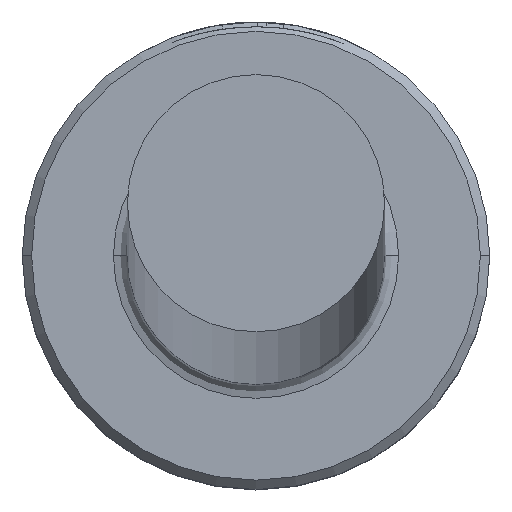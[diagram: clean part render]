
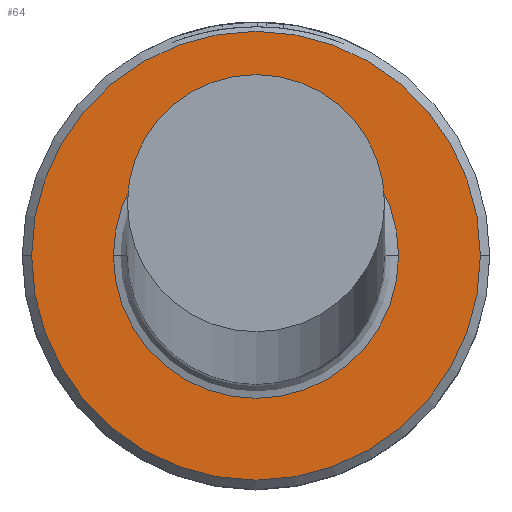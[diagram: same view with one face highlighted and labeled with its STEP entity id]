
A CAD part, top view. The second image highlights one B-rep face of the part: STEP entity #64.
In plain terms, the highlighted planar face has unit normal (0, 0, 1).
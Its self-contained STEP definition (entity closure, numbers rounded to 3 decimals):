
#35 = VERTEX_POINT ( 'NONE', #46 ) ;
#46 = CARTESIAN_POINT ( 'NONE',  ( -3.05, 0., 6. ) ) ;
#64 = ADVANCED_FACE ( 'NONE', ( #243, #240 ), #381, .T. ) ;
#95 = EDGE_CURVE ( 'NONE', #1064, #643, #255, .T. ) ;
#98 = EDGE_CURVE ( 'NONE', #643, #1064, #213, .T. ) ;
#109 = CARTESIAN_POINT ( 'NONE',  ( 0., 0., 6. ) ) ;
#113 = ORIENTED_EDGE ( 'NONE', *, *, #98, .T. ) ;
#127 = EDGE_LOOP ( 'NONE', ( #1097, #113 ) ) ;
#141 = CARTESIAN_POINT ( 'NONE',  ( -4.8, 0., 6. ) ) ;
#202 = CARTESIAN_POINT ( 'NONE',  ( 4.8, 0., 6. ) ) ;
#208 = DIRECTION ( 'NONE',  ( -1., 0., 0. ) ) ;
#211 = AXIS2_PLACEMENT_3D ( 'NONE', #495, #375, #366 ) ;
#213 = CIRCLE ( 'NONE', #476, 4.8 ) ;
#226 = DIRECTION ( 'NONE',  ( 0., 0., -1. ) ) ;
#240 = FACE_BOUND ( 'NONE', #382, .T. ) ;
#243 = FACE_OUTER_BOUND ( 'NONE', #127, .T. ) ;
#255 = CIRCLE ( 'NONE', #412, 4.8 ) ;
#366 = DIRECTION ( 'NONE',  ( 1., 0., 0. ) ) ;
#375 = DIRECTION ( 'NONE',  ( 0., 0., 1. ) ) ;
#381 = PLANE ( 'NONE',  #211 ) ;
#382 = EDGE_LOOP ( 'NONE', ( #1001, #1024 ) ) ;
#412 = AXIS2_PLACEMENT_3D ( 'NONE', #701, #692, #615 ) ;
#437 = DIRECTION ( 'NONE',  ( 1., 0., 0. ) ) ;
#440 = DIRECTION ( 'NONE',  ( 0., 0., 1. ) ) ;
#476 = AXIS2_PLACEMENT_3D ( 'NONE', #527, #440, #437 ) ;
#495 = CARTESIAN_POINT ( 'NONE',  ( 0., 0., 6. ) ) ;
#527 = CARTESIAN_POINT ( 'NONE',  ( 0., 0., 6. ) ) ;
#593 = AXIS2_PLACEMENT_3D ( 'NONE', #765, #226, #857 ) ;
#615 = DIRECTION ( 'NONE',  ( 1., 0., 0. ) ) ;
#643 = VERTEX_POINT ( 'NONE', #202 ) ;
#655 = CIRCLE ( 'NONE', #809, 3.05 ) ;
#692 = DIRECTION ( 'NONE',  ( 0., 0., 1. ) ) ;
#701 = CARTESIAN_POINT ( 'NONE',  ( 0., 0., 6. ) ) ;
#751 = DIRECTION ( 'NONE',  ( 0., 0., -1. ) ) ;
#765 = CARTESIAN_POINT ( 'NONE',  ( 0., 0., 6. ) ) ;
#768 = CIRCLE ( 'NONE', #593, 3.05 ) ;
#809 = AXIS2_PLACEMENT_3D ( 'NONE', #109, #751, #208 ) ;
#857 = DIRECTION ( 'NONE',  ( -1., 0., 0. ) ) ;
#876 = EDGE_CURVE ( 'NONE', #1148, #35, #768, .T. ) ;
#917 = CARTESIAN_POINT ( 'NONE',  ( 3.05, 0., 6. ) ) ;
#1001 = ORIENTED_EDGE ( 'NONE', *, *, #1133, .T. ) ;
#1024 = ORIENTED_EDGE ( 'NONE', *, *, #876, .T. ) ;
#1064 = VERTEX_POINT ( 'NONE', #141 ) ;
#1097 = ORIENTED_EDGE ( 'NONE', *, *, #95, .T. ) ;
#1133 = EDGE_CURVE ( 'NONE', #35, #1148, #655, .T. ) ;
#1148 = VERTEX_POINT ( 'NONE', #917 ) ;
